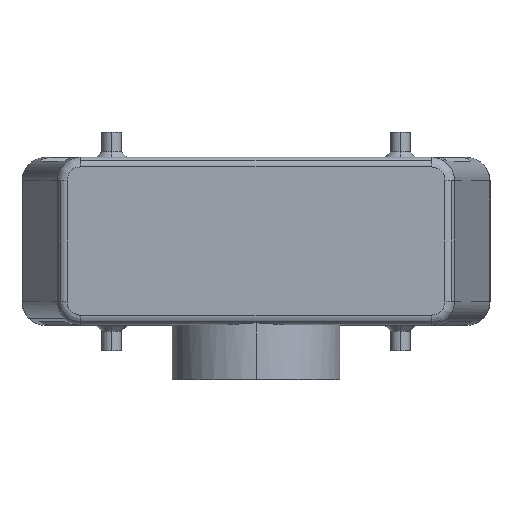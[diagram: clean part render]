
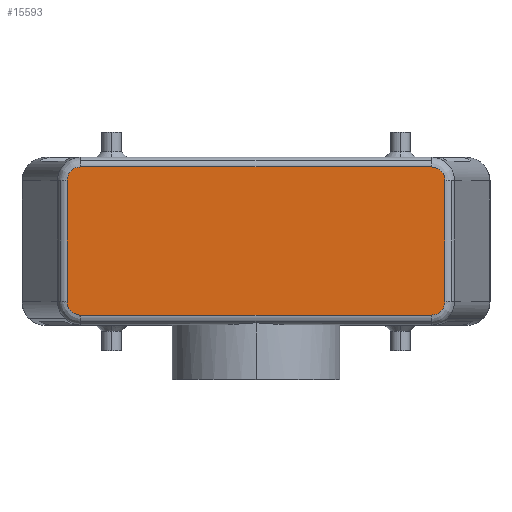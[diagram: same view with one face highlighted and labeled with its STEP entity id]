
A CAD part, top view. The second image highlights one B-rep face of the part: STEP entity #15593.
In plain terms, the highlighted planar face has unit normal (0, 0, 1).
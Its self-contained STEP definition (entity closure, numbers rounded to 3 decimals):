
#366=CARTESIAN_POINT('',(-48.459,-15.5,76.0));
#367=VERTEX_POINT('',#366);
#375=CARTESIAN_POINT('',(-48.459,15.5,76.0));
#376=VERTEX_POINT('',#375);
#377=CARTESIAN_POINT('',(-48.459,-15.5,76.0));
#378=DIRECTION('',(0.0,1.0,0.0));
#379=VECTOR('',#378,31.);
#380=LINE('',#377,#379);
#381=EDGE_CURVE('',#367,#376,#380,.T.);
#5864=CARTESIAN_POINT('',(44.887,-19.0,76.0));
#5865=VERTEX_POINT('',#5864);
#5873=CARTESIAN_POINT('',(-44.887,-19.0,76.0));
#5874=VERTEX_POINT('',#5873);
#5875=CARTESIAN_POINT('',(44.887,-19.0,76.0));
#5876=DIRECTION('',(-1.0,0.0,0.0));
#5877=VECTOR('',#5876,89.774);
#5878=LINE('',#5875,#5877);
#5879=EDGE_CURVE('',#5865,#5874,#5878,.T.);
#15435=CARTESIAN_POINT('',(44.887,19.0,76.0));
#15436=VERTEX_POINT('',#15435);
#15444=CARTESIAN_POINT('',(48.459,15.5,76.0));
#15445=VERTEX_POINT('',#15444);
#15446=CARTESIAN_POINT('',(44.887,15.5,76.0));
#15447=DIRECTION('',(0.0,0.0,-1.0));
#15448=DIRECTION('',(1.0,0.0,0.0));
#15449=AXIS2_PLACEMENT_3D('',#15446,#15447,#15448);
#15450=ELLIPSE('',#15449,3.572,3.5);
#15451=EDGE_CURVE('',#15436,#15445,#15450,.T.);
#15535=CARTESIAN_POINT('',(48.459,-15.5,76.0));
#15536=VERTEX_POINT('',#15535);
#15537=CARTESIAN_POINT('',(48.459,15.5,76.0));
#15538=DIRECTION('',(0.0,-1.0,0.0));
#15539=VECTOR('',#15538,31.);
#15540=LINE('',#15537,#15539);
#15541=EDGE_CURVE('',#15445,#15536,#15540,.T.);
#15553=CARTESIAN_POINT('',(50.5,0.0,76.0));
#15554=DIRECTION('',(0.0,0.0,1.0));
#15555=DIRECTION('',(1.0,0.0,0.0));
#15556=AXIS2_PLACEMENT_3D('',#15553,#15554,#15555);
#15557=PLANE('',#15556);
#15558=ORIENTED_EDGE('',*,*,#15451,.F.);
#15559=CARTESIAN_POINT('',(-44.887,19.0,76.0));
#15560=VERTEX_POINT('',#15559);
#15561=CARTESIAN_POINT('',(-44.887,19.0,76.0));
#15562=DIRECTION('',(1.0,0.0,0.0));
#15563=VECTOR('',#15562,89.774);
#15564=LINE('',#15561,#15563);
#15565=EDGE_CURVE('',#15560,#15436,#15564,.T.);
#15566=ORIENTED_EDGE('',*,*,#15565,.F.);
#15567=CARTESIAN_POINT('',(-44.887,15.5,76.0));
#15568=DIRECTION('',(0.0,0.0,-1.0));
#15569=DIRECTION('',(-1.0,0.0,0.0));
#15570=AXIS2_PLACEMENT_3D('',#15567,#15568,#15569);
#15571=ELLIPSE('',#15570,3.572,3.5);
#15572=EDGE_CURVE('',#376,#15560,#15571,.T.);
#15573=ORIENTED_EDGE('',*,*,#15572,.F.);
#15574=ORIENTED_EDGE('',*,*,#381,.F.);
#15575=CARTESIAN_POINT('',(-44.887,-15.5,76.0));
#15576=DIRECTION('',(0.0,0.0,-1.0));
#15577=DIRECTION('',(-1.0,0.0,0.0));
#15578=AXIS2_PLACEMENT_3D('',#15575,#15576,#15577);
#15579=ELLIPSE('',#15578,3.572,3.5);
#15580=EDGE_CURVE('',#5874,#367,#15579,.T.);
#15581=ORIENTED_EDGE('',*,*,#15580,.F.);
#15582=ORIENTED_EDGE('',*,*,#5879,.F.);
#15583=CARTESIAN_POINT('',(44.887,-15.5,76.0));
#15584=DIRECTION('',(0.0,0.0,-1.0));
#15585=DIRECTION('',(1.0,0.0,0.0));
#15586=AXIS2_PLACEMENT_3D('',#15583,#15584,#15585);
#15587=ELLIPSE('',#15586,3.572,3.5);
#15588=EDGE_CURVE('',#15536,#5865,#15587,.T.);
#15589=ORIENTED_EDGE('',*,*,#15588,.F.);
#15590=ORIENTED_EDGE('',*,*,#15541,.F.);
#15591=EDGE_LOOP('',(#15558,#15566,#15573,#15574,#15581,#15582,#15589,#15590));
#15592=FACE_OUTER_BOUND('',#15591,.T.);
#15593=ADVANCED_FACE('',(#15592),#15557,.T.);
